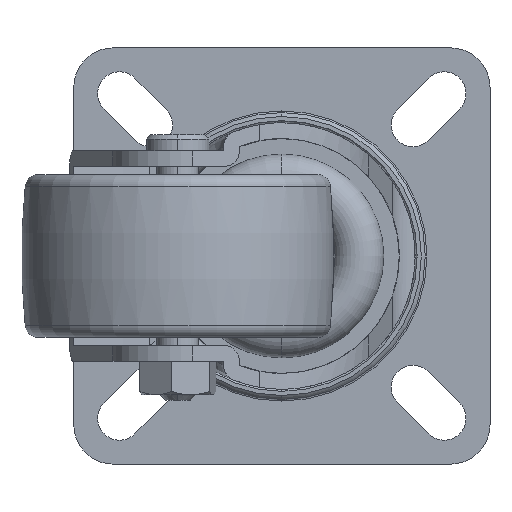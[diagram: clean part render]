
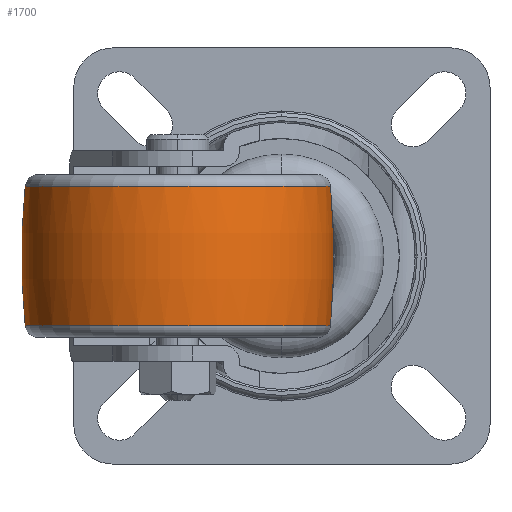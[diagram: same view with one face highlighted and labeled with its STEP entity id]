
A CAD part, front view. The second image highlights one B-rep face of the part: STEP entity #1700.
In plain terms, the highlighted toroidal (fillet/blend) face has major radius 162.5 mm and minor radius 200 mm.
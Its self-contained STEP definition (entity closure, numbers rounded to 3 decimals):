
#1600 = VERTEX_POINT ( 'NONE', #4725 ) ;
#1607 = VERTEX_POINT ( 'NONE', #4720 ) ;
#1618 = VERTEX_POINT ( 'NONE', #4701 ) ;
#1629 = VERTEX_POINT ( 'NONE', #4696 ) ;
#1661 = ORIENTED_EDGE ( 'NONE', *, *, #1662, .T. ) ;
#1662 = EDGE_CURVE ( 'NONE', #1607, #1629, #4865, .T. ) ;
#1688 = ORIENTED_EDGE ( 'NONE', *, *, #1699, .T. ) ;
#1690 = ORIENTED_EDGE ( 'NONE', *, *, #1708, .F. ) ;
#1691 = ORIENTED_EDGE ( 'NONE', *, *, #1703, .T. ) ;
#1693 = EDGE_LOOP ( 'NONE', ( #1690, #1691, #1688, #1661 ) ) ;
#1699 = EDGE_CURVE ( 'NONE', #1618, #1607, #4877, .T. ) ;
#1700 = ADVANCED_FACE ( 'NONE', ( #4878 ), #4872, .T. ) ;
#1703 = EDGE_CURVE ( 'NONE', #1600, #1618, #4994, .T. ) ;
#1708 = EDGE_CURVE ( 'NONE', #1600, #1629, #4813, .T. ) ;
#4696 = CARTESIAN_POINT ( 'NONE',  ( -36.797, 0., 16.751 ) ) ;
#4701 = CARTESIAN_POINT ( 'NONE',  ( 36.797, 0., -16.751 ) ) ;
#4720 = CARTESIAN_POINT ( 'NONE',  ( 36.797, 0., 16.751 ) ) ;
#4725 = CARTESIAN_POINT ( 'NONE',  ( -36.797, 0., -16.751 ) ) ;
#4812 = CARTESIAN_POINT ( 'NONE',  ( 162.5, 0., 0. ) ) ;
#4813 = CIRCLE ( 'NONE', #4839, 200. ) ;
#4837 = DIRECTION ( 'NONE',  ( -1., 0., 0. ) ) ;
#4838 = DIRECTION ( 'NONE',  ( 0., 1., 0. ) ) ;
#4839 = AXIS2_PLACEMENT_3D ( 'NONE', #4812, #4838, #4837 ) ;
#4865 = CIRCLE ( 'NONE', #4926, 36.797 ) ;
#4872 = TOROIDAL_SURFACE ( 'NONE', #4997, -162.5, 200. ) ;
#4873 = CARTESIAN_POINT ( 'NONE',  ( 0., 0., 0. ) ) ;
#4874 = DIRECTION ( 'NONE',  ( 0., 0., -1. ) ) ;
#4875 = DIRECTION ( 'NONE',  ( 0., -1., 0. ) ) ;
#4876 = AXIS2_PLACEMENT_3D ( 'NONE', #4920, #4875, #4874 ) ;
#4877 = CIRCLE ( 'NONE', #4876, 200. ) ;
#4878 = FACE_OUTER_BOUND ( 'NONE', #1693, .T. ) ;
#4911 = DIRECTION ( 'NONE',  ( -1., 0., 0. ) ) ;
#4912 = DIRECTION ( 'NONE',  ( 0., 0., -1. ) ) ;
#4920 = CARTESIAN_POINT ( 'NONE',  ( -162.5, 0., 0. ) ) ;
#4925 = CARTESIAN_POINT ( 'NONE',  ( 0., 0., 16.751 ) ) ;
#4926 = AXIS2_PLACEMENT_3D ( 'NONE', #4925, #4912, #4911 ) ;
#4990 = DIRECTION ( 'NONE',  ( 1., 0., 0. ) ) ;
#4991 = DIRECTION ( 'NONE',  ( 0., 0., 1. ) ) ;
#4992 = CARTESIAN_POINT ( 'NONE',  ( 0., 0., -16.751 ) ) ;
#4993 = AXIS2_PLACEMENT_3D ( 'NONE', #4992, #4991, #4990 ) ;
#4994 = CIRCLE ( 'NONE', #4993, 36.797 ) ;
#4995 = DIRECTION ( 'NONE',  ( 1., 0., 0. ) ) ;
#4996 = DIRECTION ( 'NONE',  ( 0., 0., 1. ) ) ;
#4997 = AXIS2_PLACEMENT_3D ( 'NONE', #4873, #4996, #4995 ) ;
